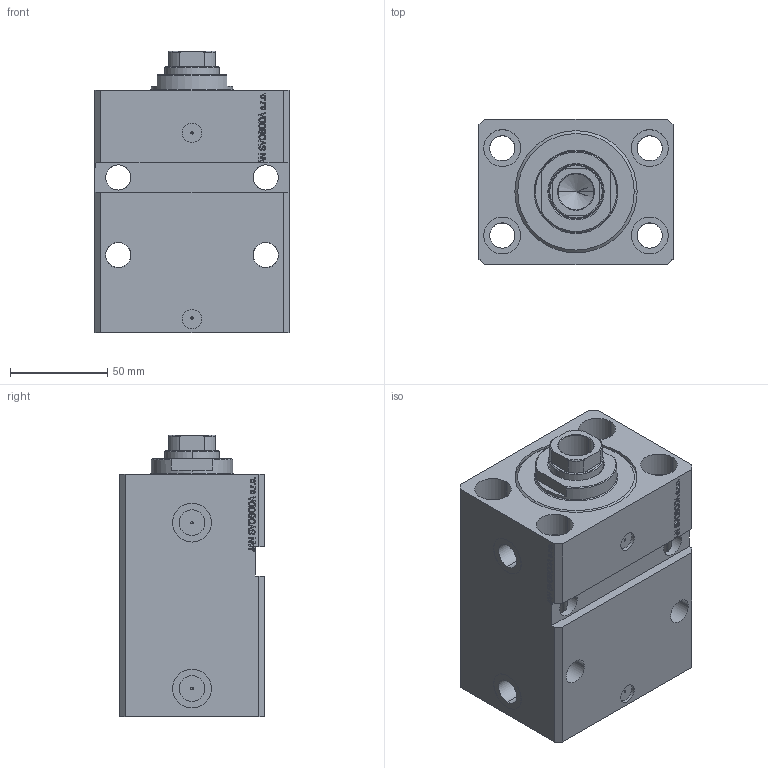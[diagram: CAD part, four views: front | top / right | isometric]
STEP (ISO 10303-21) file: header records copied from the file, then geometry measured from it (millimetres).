
FILE_DESCRIPTION (( 'STEP AP203' ), '1' );
FILE_NAME ('bbcb.STEP', '2025-10-30T07:34:05', ( '' ), ( '' ), 'SwSTEP 2.0', 'SolidWorks 2019', '' );
FILE_SCHEMA (( 'CONFIG_CONTROL_DESIGN' ));
Length unit declared in the file: millimetre
Products named in the file (4): V250CE_VC_E d8e9dbcfadc4b42e3d4d962ea4f7a044; V250CE_E_Body d8e9dbcfadc4b42e3d4d962ea4f7a044; bbcb; V250CE_C_VCP d8e9dbcfadc4b42e3d4d962ea4f7a044
Assembly tree (3 placements, depth 2):
  bbcb
    V250CE_E_Body d8e9dbcfadc4b42e3d4d962ea4f7a044
    V250CE_C_VCP d8e9dbcfadc4b42e3d4d962ea4f7a044
    V250CE_VC_E d8e9dbcfadc4b42e3d4d962ea4f7a044
Bounding box: 100 x 75 x 145 mm (x, y, z)
Volume: 754694.7 mm3; surface area: 138584.9 mm2
Topology: 3 solids, 3 shells, 938 faces, 2416 edges, 1575 vertices
Faces by surface type: plane 459, bspline 357, cylinder 104, cone 12, torus 6
Entity records: 45432 total; most frequent: CARTESIAN_POINT 24582, ORIENTED_EDGE 4828, DIRECTION 2990, EDGE_CURVE 2414, VERTEX_POINT 1575, VECTOR 1484, LINE 1484, EDGE_LOOP 1071
